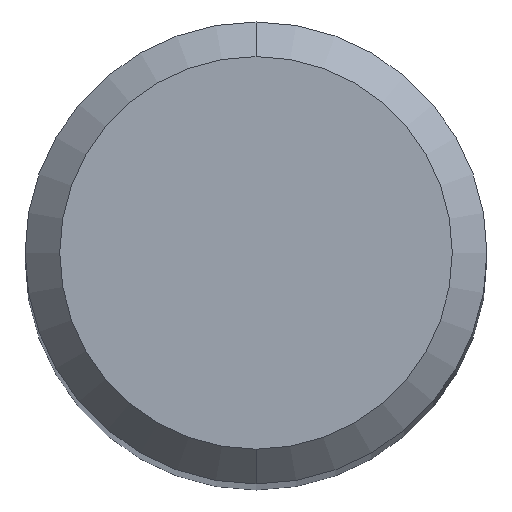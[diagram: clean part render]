
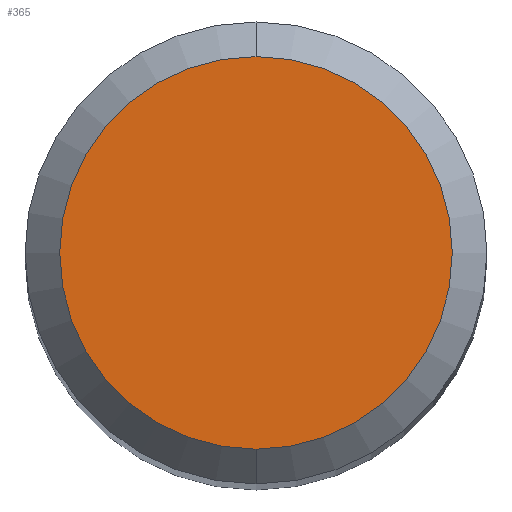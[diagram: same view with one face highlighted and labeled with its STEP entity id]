
A CAD part, top view. The second image highlights one B-rep face of the part: STEP entity #365.
In plain terms, the highlighted planar face has unit normal (0, 0, 1).
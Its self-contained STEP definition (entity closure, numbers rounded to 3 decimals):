
#365=ADVANCED_FACE('',(#1044),#1045,.T.);
#405=EDGE_CURVE('',#687,#711,#1089,.T.);
#687=VERTEX_POINT('',#1395);
#711=VERTEX_POINT('',#1421);
#843=EDGE_CURVE('',#711,#687,#1567,.T.);
#1044=FACE_OUTER_BOUND('',#1776,.T.);
#1045=PLANE('',#1777);
#1089=CIRCLE('',#2069,1.7);
#1395=CARTESIAN_POINT('',(0.0,1.7,0.0));
#1421=CARTESIAN_POINT('',(0.,-1.7,0.0));
#1567=CIRCLE('',#4147,1.7);
#1776=EDGE_LOOP('',(#5294,#5295));
#1777=AXIS2_PLACEMENT_3D('',#5296,#5297,#5298);
#2069=AXIS2_PLACEMENT_3D('',#5356,#5357,#5358);
#4147=AXIS2_PLACEMENT_3D('',#5828,#5829,#5830);
#5294=ORIENTED_EDGE('',*,*,#405,.F.);
#5295=ORIENTED_EDGE('',*,*,#843,.F.);
#5296=CARTESIAN_POINT('',(0.0,0.85,0.0));
#5297=DIRECTION('',(-0.0,0.0,1.0));
#5298=DIRECTION('',(0.0,-1.0,0.0));
#5356=CARTESIAN_POINT('',(0.0,0.0,0.0));
#5357=DIRECTION('',(0.0,0.0,-1.0));
#5358=DIRECTION('',(0.0,1.0,0.0));
#5828=CARTESIAN_POINT('',(0.0,0.0,0.0));
#5829=DIRECTION('',(0.0,0.0,-1.0));
#5830=DIRECTION('',(0.0,1.0,0.0));
